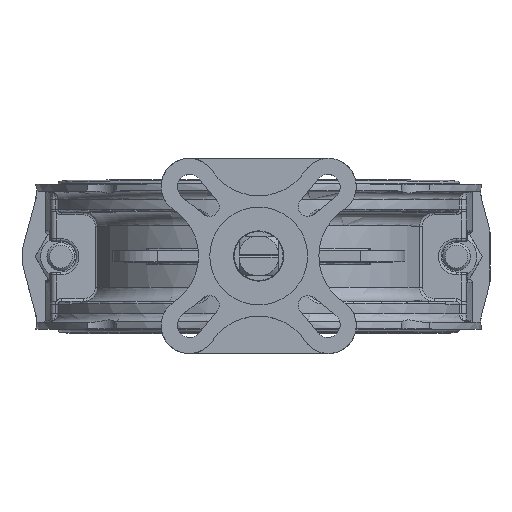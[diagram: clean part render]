
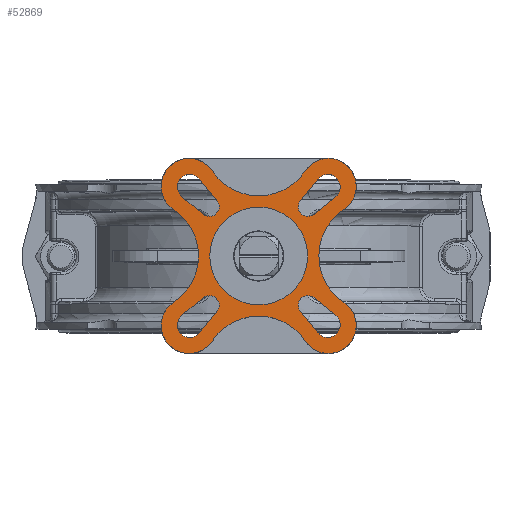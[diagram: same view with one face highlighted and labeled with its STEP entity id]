
A CAD part, top view. The second image highlights one B-rep face of the part: STEP entity #52869.
In plain terms, the highlighted planar face has unit normal (0, 0, 1).
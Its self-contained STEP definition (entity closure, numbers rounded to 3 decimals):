
#24011=CARTESIAN_POINT('',(-14.968,19.893,167.5));
#24012=VERTEX_POINT('',#24011);
#24013=CARTESIAN_POINT('',(-21.265,27.597,167.5));
#24014=VERTEX_POINT('',#24013);
#24015=CARTESIAN_POINT('',(-14.968,19.893,167.5));
#24016=DIRECTION('',(-0.633,0.774,0.0));
#24017=VECTOR('',#24016,9.95);
#24018=LINE('',#24015,#24017);
#24019=EDGE_CURVE('',#24012,#24014,#24018,.T.);
#24051=CARTESIAN_POINT('',(-19.893,14.968,167.5));
#24052=VERTEX_POINT('',#24051);
#24053=CARTESIAN_POINT('',(-17.678,17.678,167.5));
#24054=DIRECTION('',(0.0,0.0,1.0));
#24055=DIRECTION('',(-0.656,-0.755,0.0));
#24056=AXIS2_PLACEMENT_3D('',#24053,#24054,#24055);
#24057=CIRCLE('',#24056,3.5);
#24058=EDGE_CURVE('',#24052,#24012,#24057,.T.);
#24084=CARTESIAN_POINT('',(27.597,21.265,167.5));
#24085=VERTEX_POINT('',#24084);
#24086=CARTESIAN_POINT('',(21.265,27.597,167.5));
#24087=VERTEX_POINT('',#24086);
#24088=CARTESIAN_POINT('',(24.749,24.749,167.5));
#24089=DIRECTION('',(0.0,0.0,1.0));
#24090=DIRECTION('',(0.633,-0.774,0.0));
#24091=AXIS2_PLACEMENT_3D('',#24088,#24089,#24090);
#24092=CIRCLE('',#24091,4.5);
#24093=EDGE_CURVE('',#24085,#24087,#24092,.T.);
#24126=CARTESIAN_POINT('',(19.893,14.968,167.5));
#24127=VERTEX_POINT('',#24126);
#24128=CARTESIAN_POINT('',(19.893,14.968,167.5));
#24129=DIRECTION('',(0.774,0.633,0.0));
#24130=VECTOR('',#24129,9.95);
#24131=LINE('',#24128,#24130);
#24132=EDGE_CURVE('',#24127,#24085,#24131,.T.);
#24157=CARTESIAN_POINT('',(-27.597,-21.265,167.5));
#24158=VERTEX_POINT('',#24157);
#24159=CARTESIAN_POINT('',(-21.265,-27.597,167.5));
#24160=VERTEX_POINT('',#24159);
#24161=CARTESIAN_POINT('',(-24.749,-24.749,167.5));
#24162=DIRECTION('',(0.0,0.0,1.0));
#24163=DIRECTION('',(-0.633,0.774,0.0));
#24164=AXIS2_PLACEMENT_3D('',#24161,#24162,#24163);
#24165=CIRCLE('',#24164,4.5);
#24166=EDGE_CURVE('',#24158,#24160,#24165,.T.);
#24199=CARTESIAN_POINT('',(-19.893,-14.968,167.5));
#24200=VERTEX_POINT('',#24199);
#24201=CARTESIAN_POINT('',(-19.893,-14.968,167.5));
#24202=DIRECTION('',(-0.774,-0.633,0.0));
#24203=VECTOR('',#24202,9.95);
#24204=LINE('',#24201,#24203);
#24205=EDGE_CURVE('',#24200,#24158,#24204,.T.);
#24230=CARTESIAN_POINT('',(21.265,-27.597,167.5));
#24231=VERTEX_POINT('',#24230);
#24232=CARTESIAN_POINT('',(27.597,-21.265,167.5));
#24233=VERTEX_POINT('',#24232);
#24234=CARTESIAN_POINT('',(24.749,-24.749,167.5));
#24235=DIRECTION('',(0.0,0.0,1.0));
#24236=DIRECTION('',(-0.774,-0.633,0.0));
#24237=AXIS2_PLACEMENT_3D('',#24234,#24235,#24236);
#24238=CIRCLE('',#24237,4.5);
#24239=EDGE_CURVE('',#24231,#24233,#24238,.T.);
#24272=CARTESIAN_POINT('',(14.968,-19.893,167.5));
#24273=VERTEX_POINT('',#24272);
#24274=CARTESIAN_POINT('',(14.968,-19.893,167.5));
#24275=DIRECTION('',(0.633,-0.774,0.0));
#24276=VECTOR('',#24275,9.95);
#24277=LINE('',#24274,#24276);
#24278=EDGE_CURVE('',#24273,#24231,#24277,.T.);
#24303=CARTESIAN_POINT('',(-16.667,-30.528,167.5));
#24304=VERTEX_POINT('',#24303);
#24305=CARTESIAN_POINT('',(-30.528,-16.667,167.5));
#24306=VERTEX_POINT('',#24305);
#24307=CARTESIAN_POINT('',(-25.0,-25.0,167.5));
#24308=DIRECTION('',(0.0,0.0,-1.0));
#24309=DIRECTION('',(-0.707,-0.707,0.0));
#24310=AXIS2_PLACEMENT_3D('',#24307,#24308,#24309);
#24311=CIRCLE('',#24310,10.);
#24312=EDGE_CURVE('',#24304,#24306,#24311,.T.);
#24393=CARTESIAN_POINT('',(30.528,-16.667,167.5));
#24394=VERTEX_POINT('',#24393);
#24395=CARTESIAN_POINT('',(16.667,-30.528,167.5));
#24396=VERTEX_POINT('',#24395);
#24397=CARTESIAN_POINT('',(25.0,-25.0,167.5));
#24398=DIRECTION('',(0.0,0.0,-1.0));
#24399=DIRECTION('',(0.707,-0.707,0.0));
#24400=AXIS2_PLACEMENT_3D('',#24397,#24398,#24399);
#24401=CIRCLE('',#24400,10.);
#24402=EDGE_CURVE('',#24394,#24396,#24401,.T.);
#24443=CARTESIAN_POINT('',(30.528,16.667,167.5));
#24444=VERTEX_POINT('',#24443);
#24445=CARTESIAN_POINT('',(41.583,0.0,167.5));
#24446=DIRECTION('',(0.0,0.0,1.0));
#24447=DIRECTION('',(-0.553,0.833,0.0));
#24448=AXIS2_PLACEMENT_3D('',#24445,#24446,#24447);
#24449=CIRCLE('',#24448,20.0);
#24450=EDGE_CURVE('',#24444,#24394,#24449,.T.);
#27283=CARTESIAN_POINT('',(0.0,-41.583,167.5));
#27284=DIRECTION('',(0.0,0.0,1.0));
#27285=DIRECTION('',(0.833,0.553,0.0));
#27286=AXIS2_PLACEMENT_3D('',#27283,#27284,#27285);
#27287=CIRCLE('',#27286,20.0);
#27288=EDGE_CURVE('',#24396,#24304,#27287,.T.);
#52528=CARTESIAN_POINT('',(-27.597,21.265,167.5));
#52529=VERTEX_POINT('',#52528);
#52530=CARTESIAN_POINT('',(-27.597,21.265,167.5));
#52531=DIRECTION('',(0.774,-0.633,0.0));
#52532=VECTOR('',#52531,9.95);
#52533=LINE('',#52530,#52532);
#52534=EDGE_CURVE('',#52529,#24052,#52533,.T.);
#52552=CARTESIAN_POINT('',(-24.749,24.749,167.5));
#52553=DIRECTION('',(0.0,0.0,1.0));
#52554=DIRECTION('',(0.774,0.633,0.0));
#52555=AXIS2_PLACEMENT_3D('',#52552,#52553,#52554);
#52556=CIRCLE('',#52555,4.5);
#52557=EDGE_CURVE('',#24014,#52529,#52556,.T.);
#52570=CARTESIAN_POINT('',(14.968,19.893,167.5));
#52571=VERTEX_POINT('',#52570);
#52572=CARTESIAN_POINT('',(17.678,17.678,167.5));
#52573=DIRECTION('',(0.0,0.0,1.0));
#52574=DIRECTION('',(-0.755,0.656,0.0));
#52575=AXIS2_PLACEMENT_3D('',#52572,#52573,#52574);
#52576=CIRCLE('',#52575,3.5);
#52577=EDGE_CURVE('',#52571,#24127,#52576,.T.);
#52595=CARTESIAN_POINT('',(21.265,27.597,167.5));
#52596=DIRECTION('',(-0.633,-0.774,0.0));
#52597=VECTOR('',#52596,9.95);
#52598=LINE('',#52595,#52597);
#52599=EDGE_CURVE('',#24087,#52571,#52598,.T.);
#52612=CARTESIAN_POINT('',(-14.968,-19.893,167.5));
#52613=VERTEX_POINT('',#52612);
#52614=CARTESIAN_POINT('',(-17.678,-17.678,167.5));
#52615=DIRECTION('',(0.0,0.0,1.0));
#52616=DIRECTION('',(0.755,-0.656,0.0));
#52617=AXIS2_PLACEMENT_3D('',#52614,#52615,#52616);
#52618=CIRCLE('',#52617,3.5);
#52619=EDGE_CURVE('',#52613,#24200,#52618,.T.);
#52637=CARTESIAN_POINT('',(-21.265,-27.597,167.5));
#52638=DIRECTION('',(0.633,0.774,0.0));
#52639=VECTOR('',#52638,9.95);
#52640=LINE('',#52637,#52639);
#52641=EDGE_CURVE('',#24160,#52613,#52640,.T.);
#52654=CARTESIAN_POINT('',(19.893,-14.968,167.5));
#52655=VERTEX_POINT('',#52654);
#52656=CARTESIAN_POINT('',(17.678,-17.678,167.5));
#52657=DIRECTION('',(0.0,0.0,1.0));
#52658=DIRECTION('',(0.656,0.755,0.0));
#52659=AXIS2_PLACEMENT_3D('',#52656,#52657,#52658);
#52660=CIRCLE('',#52659,3.5);
#52661=EDGE_CURVE('',#52655,#24273,#52660,.T.);
#52679=CARTESIAN_POINT('',(27.597,-21.265,167.5));
#52680=DIRECTION('',(-0.774,0.633,0.0));
#52681=VECTOR('',#52680,9.95);
#52682=LINE('',#52679,#52681);
#52683=EDGE_CURVE('',#24233,#52655,#52682,.T.);
#52696=CARTESIAN_POINT('',(16.667,30.528,167.5));
#52697=VERTEX_POINT('',#52696);
#52698=CARTESIAN_POINT('',(25.0,25.0,167.5));
#52699=DIRECTION('',(0.0,0.0,-1.0));
#52700=DIRECTION('',(0.707,0.707,0.0));
#52701=AXIS2_PLACEMENT_3D('',#52698,#52699,#52700);
#52702=CIRCLE('',#52701,10.);
#52703=EDGE_CURVE('',#52697,#24444,#52702,.T.);
#52723=CARTESIAN_POINT('',(-16.667,30.528,167.5));
#52724=VERTEX_POINT('',#52723);
#52725=CARTESIAN_POINT('',(0.0,41.583,167.5));
#52726=DIRECTION('',(0.0,0.0,1.0));
#52727=DIRECTION('',(-0.833,-0.553,0.0));
#52728=AXIS2_PLACEMENT_3D('',#52725,#52726,#52727);
#52729=CIRCLE('',#52728,20.0);
#52730=EDGE_CURVE('',#52724,#52697,#52729,.T.);
#52748=CARTESIAN_POINT('',(-30.528,16.667,167.5));
#52749=VERTEX_POINT('',#52748);
#52750=CARTESIAN_POINT('',(-25.0,25.0,167.5));
#52751=DIRECTION('',(0.0,0.0,-1.0));
#52752=DIRECTION('',(-0.707,0.707,0.0));
#52753=AXIS2_PLACEMENT_3D('',#52750,#52751,#52752);
#52754=CIRCLE('',#52753,10.);
#52755=EDGE_CURVE('',#52749,#52724,#52754,.T.);
#52775=CARTESIAN_POINT('',(-41.583,0.0,167.5));
#52776=DIRECTION('',(0.0,0.0,1.0));
#52777=DIRECTION('',(0.553,-0.833,0.0));
#52778=AXIS2_PLACEMENT_3D('',#52775,#52776,#52777);
#52779=CIRCLE('',#52778,20.0);
#52780=EDGE_CURVE('',#24306,#52749,#52779,.T.);
#52819=CARTESIAN_POINT('',(-45.0,0.0,167.5));
#52820=DIRECTION('',(0.0,0.0,-1.0));
#52821=DIRECTION('',(-1.0,0.0,0.0));
#52822=AXIS2_PLACEMENT_3D('',#52819,#52820,#52821);
#52823=PLANE('',#52822);
#52824=ORIENTED_EDGE('',*,*,#24450,.F.);
#52825=ORIENTED_EDGE('',*,*,#52703,.F.);
#52826=ORIENTED_EDGE('',*,*,#52730,.F.);
#52827=ORIENTED_EDGE('',*,*,#52755,.F.);
#52828=ORIENTED_EDGE('',*,*,#52780,.F.);
#52829=ORIENTED_EDGE('',*,*,#24312,.F.);
#52830=ORIENTED_EDGE('',*,*,#27288,.F.);
#52831=ORIENTED_EDGE('',*,*,#24402,.F.);
#52832=EDGE_LOOP('',(#52824,#52825,#52826,#52827,#52828,#52829,#52830,#52831));
#52833=FACE_OUTER_BOUND('',#52832,.T.);
#52834=CARTESIAN_POINT('',(17.55,0.0,167.5));
#52835=VERTEX_POINT('',#52834);
#52836=CARTESIAN_POINT('',(0.0,0.0,167.5));
#52837=DIRECTION('',(0.0,0.0,-1.0));
#52838=DIRECTION('',(1.0,0.0,0.0));
#52839=AXIS2_PLACEMENT_3D('',#52836,#52837,#52838);
#52840=CIRCLE('',#52839,17.55);
#52841=EDGE_CURVE('',#52835,#52835,#52840,.T.);
#52842=ORIENTED_EDGE('',*,*,#52841,.T.);
#52843=EDGE_LOOP('',(#52842));
#52844=FACE_BOUND('',#52843,.T.);
#52845=ORIENTED_EDGE('',*,*,#24278,.F.);
#52846=ORIENTED_EDGE('',*,*,#52661,.F.);
#52847=ORIENTED_EDGE('',*,*,#52683,.F.);
#52848=ORIENTED_EDGE('',*,*,#24239,.F.);
#52849=EDGE_LOOP('',(#52845,#52846,#52847,#52848));
#52850=FACE_BOUND('',#52849,.T.);
#52851=ORIENTED_EDGE('',*,*,#24205,.F.);
#52852=ORIENTED_EDGE('',*,*,#52619,.F.);
#52853=ORIENTED_EDGE('',*,*,#52641,.F.);
#52854=ORIENTED_EDGE('',*,*,#24166,.F.);
#52855=EDGE_LOOP('',(#52851,#52852,#52853,#52854));
#52856=FACE_BOUND('',#52855,.T.);
#52857=ORIENTED_EDGE('',*,*,#24132,.F.);
#52858=ORIENTED_EDGE('',*,*,#52577,.F.);
#52859=ORIENTED_EDGE('',*,*,#52599,.F.);
#52860=ORIENTED_EDGE('',*,*,#24093,.F.);
#52861=EDGE_LOOP('',(#52857,#52858,#52859,#52860));
#52862=FACE_BOUND('',#52861,.T.);
#52863=ORIENTED_EDGE('',*,*,#24058,.F.);
#52864=ORIENTED_EDGE('',*,*,#52534,.F.);
#52865=ORIENTED_EDGE('',*,*,#52557,.F.);
#52866=ORIENTED_EDGE('',*,*,#24019,.F.);
#52867=EDGE_LOOP('',(#52863,#52864,#52865,#52866));
#52868=FACE_BOUND('',#52867,.T.);
#52869=ADVANCED_FACE('',(#52833,#52844,#52850,#52856,#52862,#52868),#52823,.F.);
